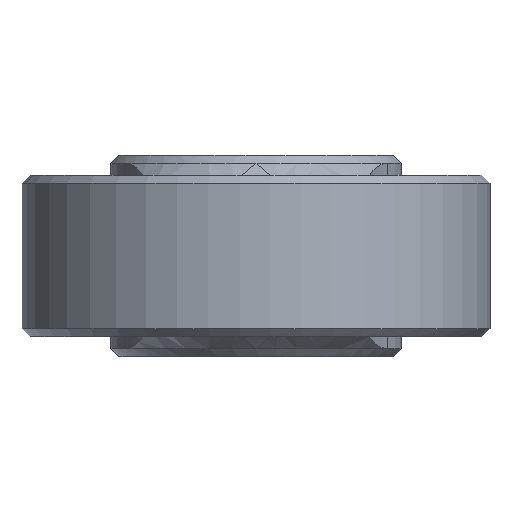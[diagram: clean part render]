
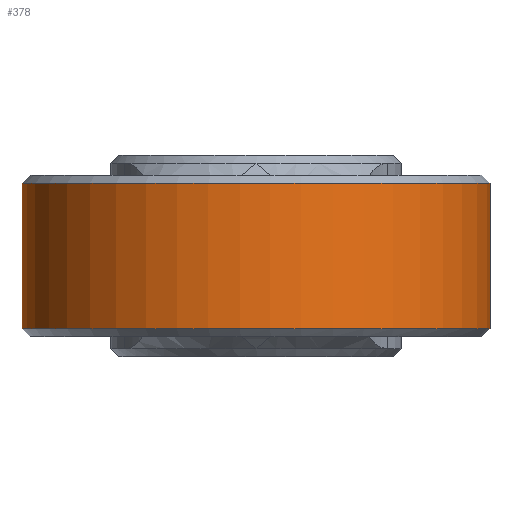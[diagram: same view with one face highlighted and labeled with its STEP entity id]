
A CAD part, front view. The second image highlights one B-rep face of the part: STEP entity #378.
In plain terms, the highlighted free-form (B-spline) face has degree [2, 1] with [5, 2] control points.
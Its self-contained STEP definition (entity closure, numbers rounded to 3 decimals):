
#130 = VERTEX_POINT('',#131);
#131 = CARTESIAN_POINT('',(31.076,0.,
    -9.644));
#136 = EDGE_CURVE('',#130,#137,#139,.T.);
#137 = VERTEX_POINT('',#138);
#138 = CARTESIAN_POINT('',(-31.076,0.,-9.644));
#139 = ( BOUNDED_CURVE() B_SPLINE_CURVE(2,(#140,#141,#142,#143,#144),
.UNSPECIFIED.,.F.,.F.) B_SPLINE_CURVE_WITH_KNOTS((3,2,3),(3.142,
4.712,6.283),.PIECEWISE_BEZIER_KNOTS.) CURVE() 
GEOMETRIC_REPRESENTATION_ITEM() RATIONAL_B_SPLINE_CURVE((1.,
0.707,1.,0.707,1.)) REPRESENTATION_ITEM('') );
#140 = CARTESIAN_POINT('',(31.076,0.,
    -9.644));
#141 = CARTESIAN_POINT('',(31.076,-31.076,
    -9.644));
#142 = CARTESIAN_POINT('',(0.,-31.076,
    -9.644));
#143 = CARTESIAN_POINT('',(-31.076,-31.076,
    -9.644));
#144 = CARTESIAN_POINT('',(-31.076,0.,
    -9.644));
#248 = VERTEX_POINT('',#249);
#249 = CARTESIAN_POINT('',(31.076,0.,
    9.644));
#279 = VERTEX_POINT('',#280);
#280 = CARTESIAN_POINT('',(-31.076,0.,9.644));
#354 = EDGE_CURVE('',#248,#130,#355,.T.);
#355 = B_SPLINE_CURVE_WITH_KNOTS('',1,(#356,#357),.UNSPECIFIED.,.F.,.F.,
  (2,2),(3.5,21.5),.PIECEWISE_BEZIER_KNOTS.);
#356 = CARTESIAN_POINT('',(31.076,0.,
    9.644));
#357 = CARTESIAN_POINT('',(31.076,0.,
    -9.644));
#378 = ADVANCED_FACE('',(#379),#396,.T.);
#379 = FACE_BOUND('',#380,.T.);
#380 = EDGE_LOOP('',(#381,#382,#390,#395));
#381 = ORIENTED_EDGE('',*,*,#354,.F.);
#382 = ORIENTED_EDGE('',*,*,#383,.T.);
#383 = EDGE_CURVE('',#248,#279,#384,.T.);
#384 = ( BOUNDED_CURVE() B_SPLINE_CURVE(2,(#385,#386,#387,#388,#389),
.UNSPECIFIED.,.F.,.F.) B_SPLINE_CURVE_WITH_KNOTS((3,2,3),(3.142,
4.712,6.283),.PIECEWISE_BEZIER_KNOTS.) CURVE() 
GEOMETRIC_REPRESENTATION_ITEM() RATIONAL_B_SPLINE_CURVE((1.,
0.707,1.,0.707,1.)) REPRESENTATION_ITEM('') );
#385 = CARTESIAN_POINT('',(31.076,0.,
    9.644));
#386 = CARTESIAN_POINT('',(31.076,-31.076,
    9.644));
#387 = CARTESIAN_POINT('',(0.,-31.076,
    9.644));
#388 = CARTESIAN_POINT('',(-31.076,-31.076,
    9.644));
#389 = CARTESIAN_POINT('',(-31.076,0.,
    9.644));
#390 = ORIENTED_EDGE('',*,*,#391,.T.);
#391 = EDGE_CURVE('',#279,#137,#392,.T.);
#392 = B_SPLINE_CURVE_WITH_KNOTS('',1,(#393,#394),.UNSPECIFIED.,.F.,.F.,
  (2,2),(3.5,21.5),.PIECEWISE_BEZIER_KNOTS.);
#393 = CARTESIAN_POINT('',(-31.076,0.,9.644));
#394 = CARTESIAN_POINT('',(-31.076,0.,-9.644));
#395 = ORIENTED_EDGE('',*,*,#136,.F.);
#396 = ( BOUNDED_SURFACE() B_SPLINE_SURFACE(2,1,(
    (#397,#398)
    ,(#399,#400)
    ,(#401,#402)
    ,(#403,#404)
,(#405,#406
    )),.UNSPECIFIED.,.F.,.F.,.F.) B_SPLINE_SURFACE_WITH_KNOTS((3,2,3),(2
    ,2),(3.142,4.712,6.283),(3.5,21.5),
.PIECEWISE_BEZIER_KNOTS.) GEOMETRIC_REPRESENTATION_ITEM() 
RATIONAL_B_SPLINE_SURFACE((
    (1.,1.)
    ,(0.707,0.707)
    ,(1.,1.)
    ,(0.707,0.707)
,(1.,1.))) REPRESENTATION_ITEM('') SURFACE() );
#397 = CARTESIAN_POINT('',(31.076,0.,
    9.644));
#398 = CARTESIAN_POINT('',(31.076,0.,
    -9.644));
#399 = CARTESIAN_POINT('',(31.076,-31.076,
    9.644));
#400 = CARTESIAN_POINT('',(31.076,-31.076,
    -9.644));
#401 = CARTESIAN_POINT('',(0.,-31.076,
    9.644));
#402 = CARTESIAN_POINT('',(0.,-31.076,
    -9.644));
#403 = CARTESIAN_POINT('',(-31.076,-31.076,
    9.644));
#404 = CARTESIAN_POINT('',(-31.076,-31.076,
    -9.644));
#405 = CARTESIAN_POINT('',(-31.076,0.,
    9.644));
#406 = CARTESIAN_POINT('',(-31.076,0.,
    -9.644));
